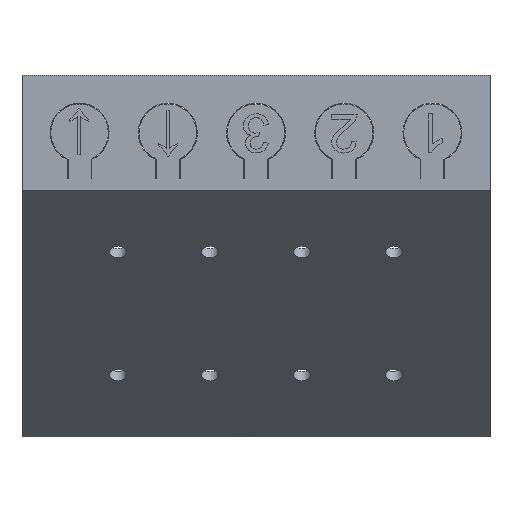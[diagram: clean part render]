
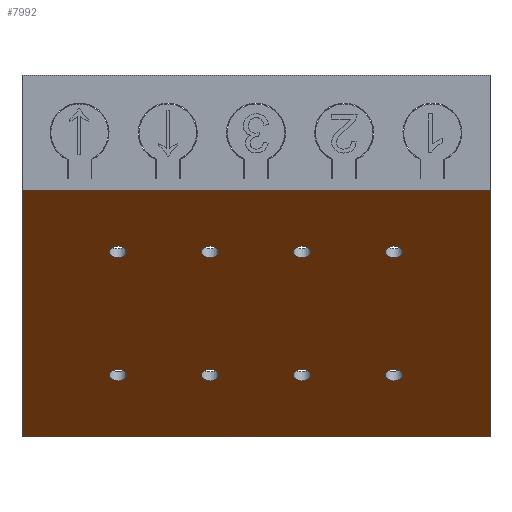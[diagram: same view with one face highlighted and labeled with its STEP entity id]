
A CAD part, front view. The second image highlights one B-rep face of the part: STEP entity #7992.
In plain terms, the highlighted planar face has unit normal (0, -0.643, -0.766).
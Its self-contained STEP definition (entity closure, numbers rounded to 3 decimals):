
#113=FACE_BOUND('',#2389,.T.);
#114=FACE_BOUND('',#2390,.T.);
#115=FACE_BOUND('',#2391,.T.);
#116=FACE_BOUND('',#2392,.T.);
#117=FACE_BOUND('',#2393,.T.);
#118=FACE_BOUND('',#2394,.T.);
#119=FACE_BOUND('',#2395,.T.);
#120=FACE_BOUND('',#2396,.T.);
#233=PLANE('',#8630);
#560=LINE('',#13100,#1101);
#577=LINE('',#13132,#1118);
#587=LINE('',#13150,#1128);
#813=LINE('',#15776,#1354);
#1101=VECTOR('',#9422,10.);
#1118=VECTOR('',#9451,10.);
#1128=VECTOR('',#9469,10.);
#1354=VECTOR('',#10167,10.);
#1903=FACE_OUTER_BOUND('',#2388,.T.);
#2388=EDGE_LOOP('',(#6773,#6774,#6775,#6776));
#2389=EDGE_LOOP('',(#6777));
#2390=EDGE_LOOP('',(#6778));
#2391=EDGE_LOOP('',(#6779));
#2392=EDGE_LOOP('',(#6780));
#2393=EDGE_LOOP('',(#6781));
#2394=EDGE_LOOP('',(#6782));
#2395=EDGE_LOOP('',(#6783));
#2396=EDGE_LOOP('',(#6784));
#2784=CIRCLE('',#8570,2.25);
#2785=CIRCLE('',#8572,2.25);
#2786=CIRCLE('',#8574,2.25);
#2787=CIRCLE('',#8576,2.25);
#2788=CIRCLE('',#8578,2.25);
#2789=CIRCLE('',#8580,2.25);
#2790=CIRCLE('',#8582,2.25);
#2791=CIRCLE('',#8584,2.25);
#3546=VERTEX_POINT('',#13097);
#3547=VERTEX_POINT('',#13099);
#3556=VERTEX_POINT('',#13130);
#3560=VERTEX_POINT('',#13149);
#3824=VERTEX_POINT('',#15506);
#3825=VERTEX_POINT('',#15510);
#3826=VERTEX_POINT('',#15514);
#3827=VERTEX_POINT('',#15518);
#3828=VERTEX_POINT('',#15522);
#3829=VERTEX_POINT('',#15526);
#3830=VERTEX_POINT('',#15530);
#3831=VERTEX_POINT('',#15534);
#4417=EDGE_CURVE('',#3547,#3546,#560,.T.);
#4434=EDGE_CURVE('',#3556,#3546,#577,.T.);
#4444=EDGE_CURVE('',#3547,#3560,#587,.T.);
#4865=EDGE_CURVE('',#3824,#3824,#2784,.T.);
#4867=EDGE_CURVE('',#3825,#3825,#2785,.T.);
#4869=EDGE_CURVE('',#3826,#3826,#2786,.T.);
#4871=EDGE_CURVE('',#3827,#3827,#2787,.T.);
#4873=EDGE_CURVE('',#3828,#3828,#2788,.T.);
#4875=EDGE_CURVE('',#3829,#3829,#2789,.T.);
#4877=EDGE_CURVE('',#3830,#3830,#2790,.T.);
#4879=EDGE_CURVE('',#3831,#3831,#2791,.T.);
#4954=EDGE_CURVE('',#3560,#3556,#813,.T.);
#6773=ORIENTED_EDGE('',*,*,#4434,.F.);
#6774=ORIENTED_EDGE('',*,*,#4954,.F.);
#6775=ORIENTED_EDGE('',*,*,#4444,.F.);
#6776=ORIENTED_EDGE('',*,*,#4417,.T.);
#6777=ORIENTED_EDGE('',*,*,#4879,.T.);
#6778=ORIENTED_EDGE('',*,*,#4877,.T.);
#6779=ORIENTED_EDGE('',*,*,#4875,.T.);
#6780=ORIENTED_EDGE('',*,*,#4873,.T.);
#6781=ORIENTED_EDGE('',*,*,#4871,.T.);
#6782=ORIENTED_EDGE('',*,*,#4869,.T.);
#6783=ORIENTED_EDGE('',*,*,#4867,.T.);
#6784=ORIENTED_EDGE('',*,*,#4865,.T.);
#7992=ADVANCED_FACE('',(#1903,#113,#114,#115,#116,#117,#118,#119,#120),
#233,.T.);
#8570=AXIS2_PLACEMENT_3D('',#15508,#10007,#10008);
#8572=AXIS2_PLACEMENT_3D('',#15512,#10012,#10013);
#8574=AXIS2_PLACEMENT_3D('',#15516,#10017,#10018);
#8576=AXIS2_PLACEMENT_3D('',#15520,#10022,#10023);
#8578=AXIS2_PLACEMENT_3D('',#15524,#10027,#10028);
#8580=AXIS2_PLACEMENT_3D('',#15528,#10032,#10033);
#8582=AXIS2_PLACEMENT_3D('',#15532,#10037,#10038);
#8584=AXIS2_PLACEMENT_3D('',#15536,#10042,#10043);
#8630=AXIS2_PLACEMENT_3D('',#15775,#10165,#10166);
#9422=DIRECTION('',(1.,0.,0.));
#9451=DIRECTION('',(0.,0.766,-0.643));
#9469=DIRECTION('',(0.,-0.766,0.643));
#10007=DIRECTION('center_axis',(0.,0.643,0.766));
#10008=DIRECTION('ref_axis',(-1.,0.,0.));
#10012=DIRECTION('center_axis',(0.,0.643,0.766));
#10013=DIRECTION('ref_axis',(-1.,0.,0.));
#10017=DIRECTION('center_axis',(0.,0.643,0.766));
#10018=DIRECTION('ref_axis',(-1.,0.,0.));
#10022=DIRECTION('center_axis',(0.,0.643,0.766));
#10023=DIRECTION('ref_axis',(-1.,0.,0.));
#10027=DIRECTION('center_axis',(0.,0.643,0.766));
#10028=DIRECTION('ref_axis',(-1.,0.,0.));
#10032=DIRECTION('center_axis',(0.,0.643,0.766));
#10033=DIRECTION('ref_axis',(-1.,0.,0.));
#10037=DIRECTION('center_axis',(0.,0.643,0.766));
#10038=DIRECTION('ref_axis',(-1.,0.,0.));
#10042=DIRECTION('center_axis',(0.,0.643,0.766));
#10043=DIRECTION('ref_axis',(-1.,0.,0.));
#10165=DIRECTION('center_axis',(0.,-0.643,-0.766));
#10166=DIRECTION('ref_axis',(0.,-0.766,0.643));
#10167=DIRECTION('',(1.,0.,0.));
#13097=CARTESIAN_POINT('',(15.,76.604,-79.279));
#13099=CARTESIAN_POINT('',(-107.,76.604,-79.279));
#13100=CARTESIAN_POINT('',(-107.,76.604,-79.279));
#13130=CARTESIAN_POINT('',(15.,0.,-15.));
#13132=CARTESIAN_POINT('',(15.,0.,-15.));
#13149=CARTESIAN_POINT('',(-107.,0.,-15.));
#13150=CARTESIAN_POINT('',(-107.,19.151,-31.07));
#15506=CARTESIAN_POINT('',(-31.75,19.151,-31.07));
#15508=CARTESIAN_POINT('Origin',(-34.,19.151,-31.07));
#15510=CARTESIAN_POINT('',(-7.75,57.453,-63.209));
#15512=CARTESIAN_POINT('Origin',(-10.,57.453,-63.209));
#15514=CARTESIAN_POINT('',(-55.75,19.151,-31.07));
#15516=CARTESIAN_POINT('Origin',(-58.,19.151,-31.07));
#15518=CARTESIAN_POINT('',(-79.75,19.151,-31.07));
#15520=CARTESIAN_POINT('Origin',(-82.,19.151,-31.07));
#15522=CARTESIAN_POINT('',(-7.75,19.151,-31.07));
#15524=CARTESIAN_POINT('Origin',(-10.,19.151,-31.07));
#15526=CARTESIAN_POINT('',(-55.75,57.453,-63.209));
#15528=CARTESIAN_POINT('Origin',(-58.,57.453,-63.209));
#15530=CARTESIAN_POINT('',(-31.75,57.453,-63.209));
#15532=CARTESIAN_POINT('Origin',(-34.,57.453,-63.209));
#15534=CARTESIAN_POINT('',(-79.75,57.453,-63.209));
#15536=CARTESIAN_POINT('Origin',(-82.,57.453,-63.209));
#15775=CARTESIAN_POINT('Origin',(15.,2.509,-17.105));
#15776=CARTESIAN_POINT('',(-15.,0.,-15.));
